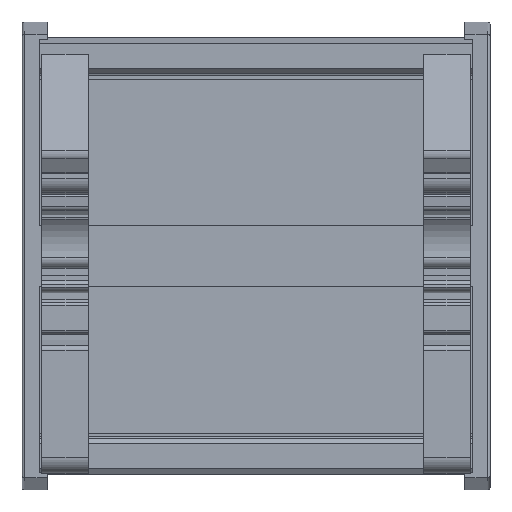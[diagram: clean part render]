
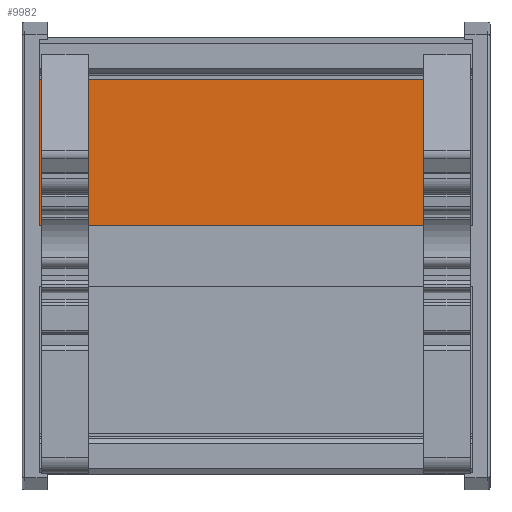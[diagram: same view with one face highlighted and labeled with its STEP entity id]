
A CAD part, front view. The second image highlights one B-rep face of the part: STEP entity #9982.
In plain terms, the highlighted planar face has unit normal (0, -1, 0).
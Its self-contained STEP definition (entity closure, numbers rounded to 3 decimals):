
#9926=CARTESIAN_POINT('',(-530.109,-523.966,85.2));
#9927=VERTEX_POINT('',#9926);
#9934=CARTESIAN_POINT('',(-530.109,-523.966,0.0));
#9935=VERTEX_POINT('',#9934);
#9936=CARTESIAN_POINT('',(-530.109,-523.966,0.0));
#9937=DIRECTION('',(0.0,0.0,1.0));
#9938=VECTOR('',#9937,85.2);
#9939=LINE('',#9936,#9938);
#9940=EDGE_CURVE('',#9935,#9927,#9939,.T.);
#9952=CARTESIAN_POINT('',(-530.109,-523.966,0.0));
#9953=DIRECTION('',(0.0,-1.0,0.0));
#9954=DIRECTION('',(0.0,0.0,-1.0));
#9955=AXIS2_PLACEMENT_3D('',#9952,#9953,#9954);
#9956=PLANE('',#9955);
#9957=CARTESIAN_POINT('',(-558.93,-523.966,85.2));
#9958=VERTEX_POINT('',#9957);
#9959=CARTESIAN_POINT('',(-530.109,-523.966,85.2));
#9960=DIRECTION('',(-1.0,0.0,0.0));
#9961=VECTOR('',#9960,28.821);
#9962=LINE('',#9959,#9961);
#9963=EDGE_CURVE('',#9927,#9958,#9962,.T.);
#9964=ORIENTED_EDGE('',*,*,#9963,.T.);
#9965=CARTESIAN_POINT('',(-558.93,-523.966,0.0));
#9966=VERTEX_POINT('',#9965);
#9967=CARTESIAN_POINT('',(-558.93,-523.966,0.0));
#9968=DIRECTION('',(0.0,0.0,1.0));
#9969=VECTOR('',#9968,85.2);
#9970=LINE('',#9967,#9969);
#9971=EDGE_CURVE('',#9966,#9958,#9970,.T.);
#9972=ORIENTED_EDGE('',*,*,#9971,.F.);
#9973=CARTESIAN_POINT('',(-558.93,-523.966,0.0));
#9974=DIRECTION('',(1.0,0.0,0.0));
#9975=VECTOR('',#9974,28.821);
#9976=LINE('',#9973,#9975);
#9977=EDGE_CURVE('',#9966,#9935,#9976,.T.);
#9978=ORIENTED_EDGE('',*,*,#9977,.T.);
#9979=ORIENTED_EDGE('',*,*,#9940,.T.);
#9980=EDGE_LOOP('',(#9964,#9972,#9978,#9979));
#9981=FACE_OUTER_BOUND('',#9980,.T.);
#9982=ADVANCED_FACE('',(#9981),#9956,.T.);
